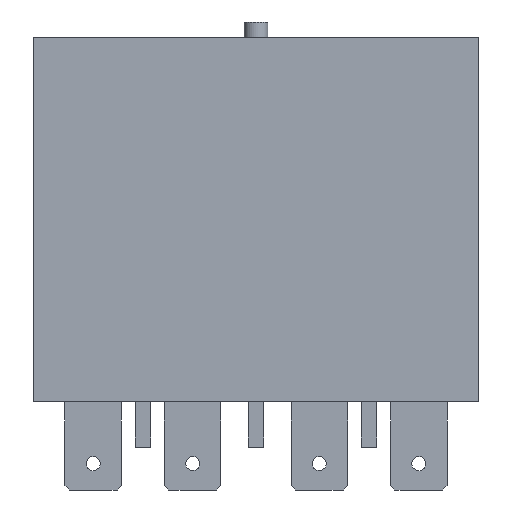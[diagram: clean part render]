
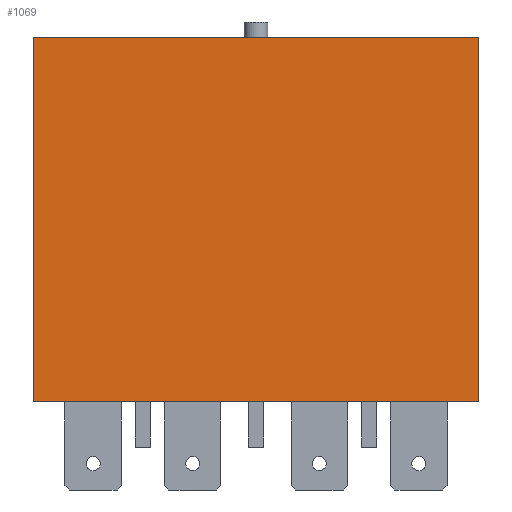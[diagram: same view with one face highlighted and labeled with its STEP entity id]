
A CAD part, front view. The second image highlights one B-rep face of the part: STEP entity #1069.
In plain terms, the highlighted planar face has unit normal (0, -1, 0).
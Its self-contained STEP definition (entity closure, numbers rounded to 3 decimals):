
#66=CARTESIAN_POINT('POINT5',(25.019,-16.51,
   0.));
#67=VERTEX_POINT('VERTEX5',#66);
#84=CARTESIAN_POINT('POINT8',(-25.019,-16.51,
   0.));
#85=VERTEX_POINT('VERTEX8',#84);
#92=CARTESIAN_POINT('POS10',(0.,-16.51,0.)
   );
#93=DIRECTION('DIR14',(1.,0.,0.));
#94=VECTOR('VEC6',#93,25.4);
#95=LINE('STRAIGHT6',#92,#94);
#96=EDGE_CURVE('EDGE10',#85,#67,#95,.T.);
#1022=CARTESIAN_POINT('POINT83',(-25.019,-16.51,-40.894))
   ;
#1023=VERTEX_POINT('VERTEX83',#1022);
#1024=CARTESIAN_POINT('POS121',(-25.019,-16.51,-36.195));
#1025=DIRECTION('DIR160',(0.,0.,1.));
#1026=VECTOR('VEC82',#1025,25.4);
#1027=LINE('STRAIGHT82',#1024,#1026);
#1028=EDGE_CURVE('EDGE106',#1023,#85,#1027,.T.);
#1046=CARTESIAN_POINT('POINT84',(25.019,-16.51,-40.894));
#1047=VERTEX_POINT('VERTEX84',#1046);
#1048=CARTESIAN_POINT('POS124',(25.019,-16.51,-36.195));
#1049=DIRECTION('DIR164',(0.,0.,1.));
#1050=VECTOR('VEC84',#1049,25.4);
#1051=LINE('STRAIGHT84',#1048,#1050);
#1052=EDGE_CURVE('EDGE108',#1047,#67,#1051,.T.);
#1053=ORIENTED_EDGE('COEDGE137',*,*,#1052,.T.);
#1054=ORIENTED_EDGE('COEDGE138',*,*,#96,.F.);
#1055=ORIENTED_EDGE('COEDGE139',*,*,#1028,.F.);
#1056=CARTESIAN_POINT('POS125',(0.,-16.51,-40.894));
#1057=DIRECTION('DIR165',(-1.,0.,0.));
#1058=VECTOR('VEC85',#1057,25.4);
#1059=LINE('STRAIGHT85',#1056,#1058);
#1060=EDGE_CURVE('EDGE109',#1047,#1023,#1059,.T.);
#1061=ORIENTED_EDGE('COEDGE140',*,*,#1060,.F.);
#1062=EDGE_LOOP('NONE',(#1053,#1054,#1055,#1061));
#1063=FACE_BOUND('LOOP1',#1062,.T.);
#1064=CARTESIAN_POINT('POS126',(0.,-16.51,-36.195));
#1065=DIRECTION('DIR166',(0.,1.,0.));
#1066=DIRECTION('DIR167',(1.,0.,0.));
#1067=AXIS2_PLACEMENT_3D('AXIS41',#1064,#1065,#1066);
#1068=PLANE('PLANE23',#1067);
#1069=ADVANCED_FACE('FACE35',(#1063),#1068,.F.);
